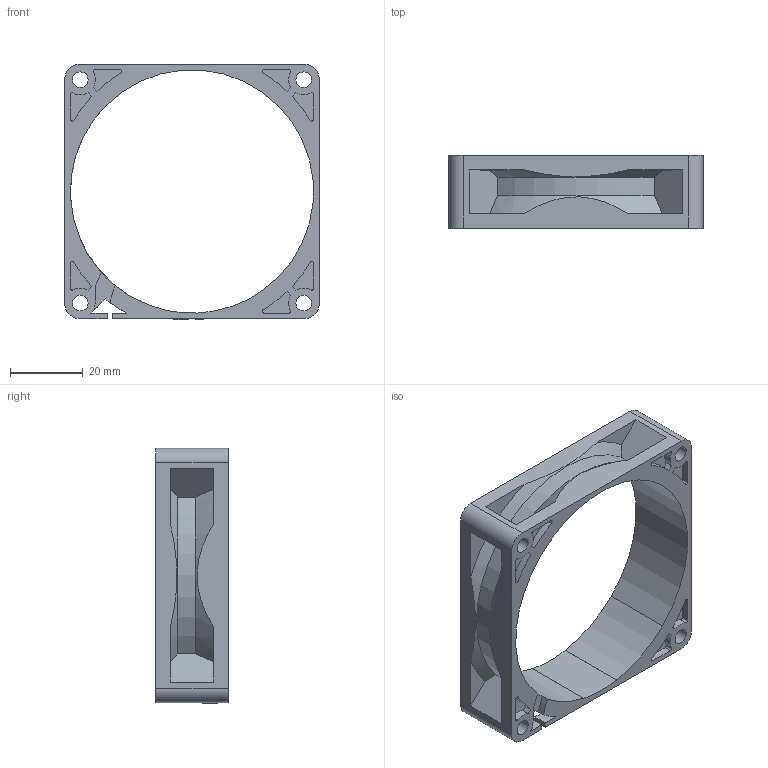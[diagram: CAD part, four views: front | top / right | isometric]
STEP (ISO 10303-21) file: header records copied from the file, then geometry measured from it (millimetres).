
FILE_DESCRIPTION (( 'STEP AP203' ), '1' );
FILE_NAME ('OD7020_m1_frame.stp', '2023-03-01T14:44:39', ( '' ), ( '' ), 'SwSTEP 2.0', 'SolidWorks 2018', '' );
FILE_SCHEMA (( 'CONFIG_CONTROL_DESIGN' ));
Length unit declared in the file: millimetre
Products named in the file (1): OD7020_m1_frame
Bounding box: 70 x 20 x 70.3 mm (x, y, z)
Volume: 18401.6 mm3; surface area: 15517.5 mm2
Topology: 1 solids, 1 shells, 201 faces, 543 edges, 362 vertices
Faces by surface type: plane 103, cylinder 90, cone 8
Entity records: 6633 total; most frequent: CARTESIAN_POINT 1315, DIRECTION 1122, ORIENTED_EDGE 1086, EDGE_CURVE 543, AXIS2_PLACEMENT_3D 401, VERTEX_POINT 362, VECTOR 320, LINE 320
